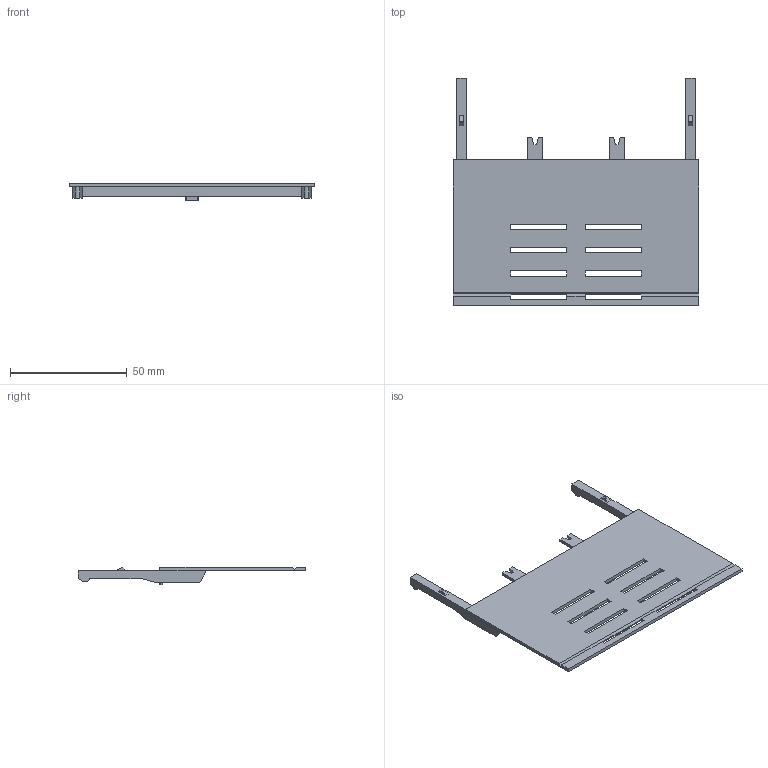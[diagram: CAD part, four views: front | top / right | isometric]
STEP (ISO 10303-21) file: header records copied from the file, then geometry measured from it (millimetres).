
FILE_DESCRIPTION((''),'2;1');
FILE_NAME('001690984_PRSEXT_KVL-00_3P_34-3_ASM','2023-11-23T09:08:00',('klemen.sitar'),('Audax d.o.o.'),'CREO PARAMETRIC BY PTC INC, 2021304','CREO PARAMETRIC BY PTC INC, 2021304','');
FILE_SCHEMA(('AP242_MANAGED_MODEL_BASED_3D_ENGINEERING_MIM_LF { 1 0 10303 442 1 1 4 }'));
Length unit declared in the file: millimetre
Products named in the file (2): ARV_KETO-00-3_39-34_1; 001690984_PRSEXT_KVL-00_3P_34-3_ASM
Assembly tree (1 placements, depth 2):
  001690984_PRSEXT_KVL-00_3P_34-3_ASM
    ARV_KETO-00-3_39-34_1
Bounding box: 105 x 97.5 x 7.5 mm (x, y, z)
Volume: 11020.5 mm3; surface area: 16709.4 mm2
Topology: 1 solids, 1 shells, 139 faces, 405 edges, 270 vertices
Faces by surface type: plane 123, cylinder 16
Entity records: 6112 total; most frequent: CARTESIAN_POINT 822, ORIENTED_EDGE 810, DIRECTION 723, PRESENTATION_STYLE_ASSIGNMENT 408, STYLED_ITEM 408, CURVE_STYLE 407, EDGE_CURVE 405, VECTOR 373
